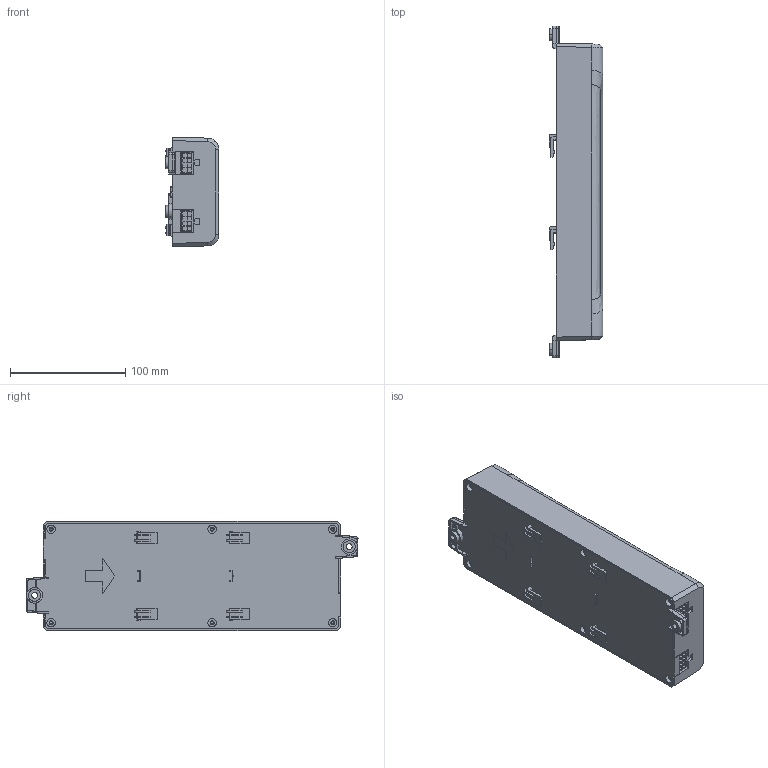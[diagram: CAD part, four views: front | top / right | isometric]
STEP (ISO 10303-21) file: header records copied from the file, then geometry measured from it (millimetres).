
FILE_DESCRIPTION (( 'STEP AP214' ), '1' );
FILE_NAME ('DB02.STEP', '2021-01-15T21:04:44', ( '' ), ( '' ), 'SwSTEP 2.0', 'SolidWorks 2020', '' );
FILE_SCHEMA (( 'AUTOMOTIVE_DESIGN' ));
Length unit declared in the file: millimetre
Products named in the file (1): DB02
Bounding box: 46.55 x 287.66 x 95 mm (x, y, z)
Volume: 205265.8 mm3; surface area: 178590.3 mm2
Topology: 6 solids, 6 shells, 1383 faces, 3757 edges, 2476 vertices
Faces by surface type: plane 1091, cylinder 171, bspline 88, cone 31, torus 2
Entity records: 49332 total; most frequent: CARTESIAN_POINT 13525, ORIENTED_EDGE 7514, DIRECTION 6205, EDGE_CURVE 3757, LINE 3039, VECTOR 3039, VERTEX_POINT 2476, AXIS2_PLACEMENT_3D 1583
